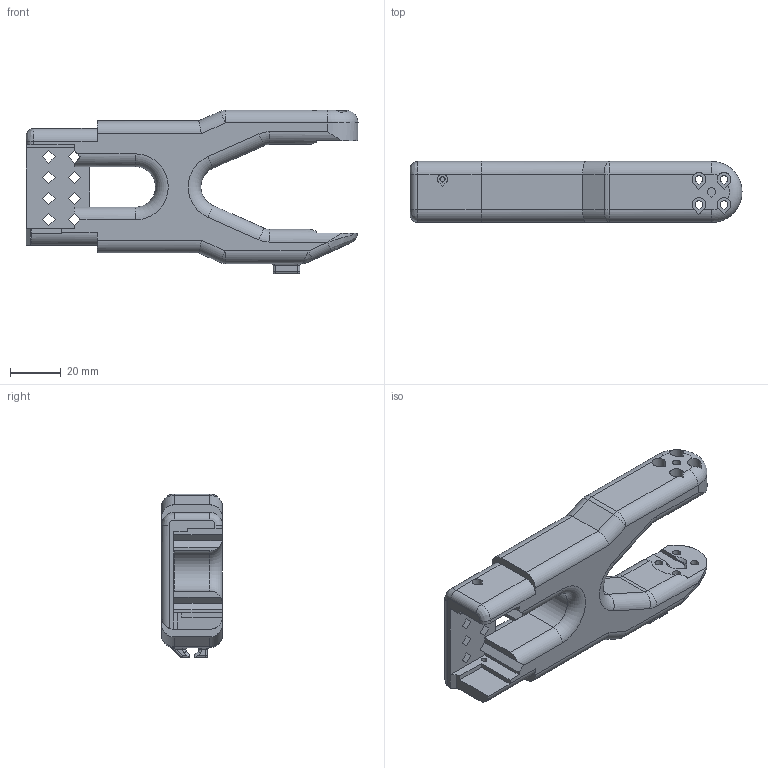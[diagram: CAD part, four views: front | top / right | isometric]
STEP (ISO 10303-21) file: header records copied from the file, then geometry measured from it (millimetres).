
FILE_DESCRIPTION(/* description */ (''),/* implementation_level */ '2;1');
FILE_NAME(/* name */ 'Under_arm_SO101.step',/* time_stamp */ '2025-04-14T17:48:42+02:00',/* author */ (''),/* organization */ (''),/* preprocessor_version */ 'ST-DEVELOPER v20.1',/* originating_system */ 'Autodesk Translation Framework v14.4.0.0',/* authorisation */ '');
FILE_SCHEMA (('AUTOMOTIVE_DESIGN { 1 0 10303 214 3 1 1 }'));
Length unit declared in the file: millimetre
Products named in the file (2): Under_arm_SO101; Wiring_holder v1
Assembly tree (1 placements, depth 2):
  Under_arm_SO101
    Wiring_holder v1
Bounding box: 130.7 x 24 x 64.4 mm (x, y, z)
Volume: 92963.4 mm3; surface area: 22689.3 mm2
Topology: 1 solids, 1 shells, 295 faces, 799 edges, 500 vertices
Faces by surface type: plane 154, cylinder 92, bspline 20, torus 17, sphere 8, cone 4
Entity records: 10927 total; most frequent: CARTESIAN_POINT 3392, ORIENTED_EDGE 1588, DIRECTION 1543, EDGE_CURVE 794, AXIS2_PLACEMENT_3D 526, VERTEX_POINT 500, LINE 491, VECTOR 491
